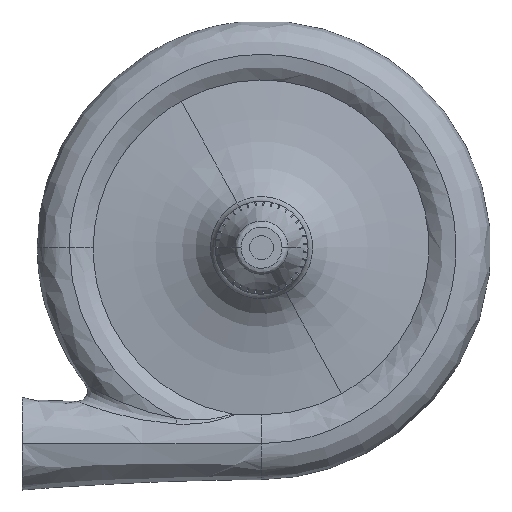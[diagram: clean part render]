
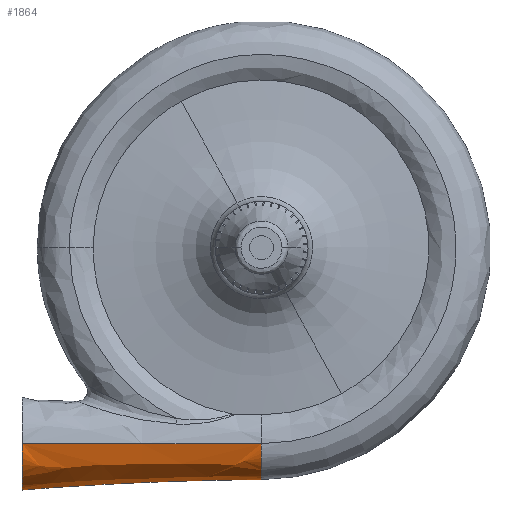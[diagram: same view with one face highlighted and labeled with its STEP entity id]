
A CAD part, left-side view. The second image highlights one B-rep face of the part: STEP entity #1864.
In plain terms, the highlighted free-form (B-spline) face has degree [5, 2] with [12, 3] control points.
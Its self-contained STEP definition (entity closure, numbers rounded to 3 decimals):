
#780=CARTESIAN_POINT('Vertex',(-1233.026,0.,-380.)) ;
#1433=CARTESIAN_POINT('Control Point',(-1233.026,0.,-380.)) ;
#1434=CARTESIAN_POINT('Control Point',(-1233.026,0.,-390.995)) ;
#1435=CARTESIAN_POINT('Control Point',(-1230.867,0.,-401.991)) ;
#1436=CARTESIAN_POINT('Control Point',(-1226.547,0.,-412.421)) ;
#1437=CARTESIAN_POINT('Control Point',(-1214.05,0.,-431.023)) ;
#1438=CARTESIAN_POINT('Control Point',(-1195.447,0.,-443.521)) ;
#1439=CARTESIAN_POINT('Control Point',(-1185.017,0.,-447.841)) ;
#1440=CARTESIAN_POINT('Control Point',(-1163.026,0.,-452.158)) ;
#1441=CARTESIAN_POINT('Control Point',(-1141.035,0.,-447.841)) ;
#1442=CARTESIAN_POINT('Control Point',(-1130.605,0.,-443.521)) ;
#1443=CARTESIAN_POINT('Control Point',(-1112.002,0.,-431.023)) ;
#1444=CARTESIAN_POINT('Control Point',(-1099.505,0.,-412.421)) ;
#1445=CARTESIAN_POINT('Control Point',(-1095.184,0.,-401.991)) ;
#1446=CARTESIAN_POINT('Control Point',(-1093.026,0.,-390.995)) ;
#1447=CARTESIAN_POINT('Control Point',(-1093.026,0.,-380.)) ;
#1448=CARTESIAN_POINT('Vertex',(-1093.026,0.,-380.)) ;
#1645=CARTESIAN_POINT('Vertex',(-1253.026,464.,-380.)) ;
#1649=CARTESIAN_POINT('Control Point',(-1233.026,0.,-380.)) ;
#1650=CARTESIAN_POINT('Control Point',(-1233.527,92.917,-380.39)) ;
#1651=CARTESIAN_POINT('Control Point',(-1235.777,185.776,-380.586)) ;
#1652=CARTESIAN_POINT('Control Point',(-1239.777,278.576,-380.586)) ;
#1653=CARTESIAN_POINT('Control Point',(-1245.527,371.317,-380.39)) ;
#1654=CARTESIAN_POINT('Control Point',(-1253.026,464.,-380.)) ;
#1801=CARTESIAN_POINT('Control Point',(-1233.026,0.,-380.)) ;
#1802=CARTESIAN_POINT('Control Point',(-1234.278,232.293,-380.976)) ;
#1803=CARTESIAN_POINT('Control Point',(-1253.026,464.,-380.)) ;
#1804=CARTESIAN_POINT('Control Point',(-1233.026,0.,-395.588)) ;
#1805=CARTESIAN_POINT('Control Point',(-1234.234,232.289,-396.855)) ;
#1806=CARTESIAN_POINT('Control Point',(-1253.026,464.,-400.042)) ;
#1807=CARTESIAN_POINT('Control Point',(-1228.688,0.,-411.177)) ;
#1808=CARTESIAN_POINT('Control Point',(-1229.738,232.286,-412.744)) ;
#1809=CARTESIAN_POINT('Control Point',(-1247.447,464.,-420.085)) ;
#1810=CARTESIAN_POINT('Control Point',(-1220.01,0.,-425.117)) ;
#1811=CARTESIAN_POINT('Control Point',(-1220.776,232.283,-426.935)) ;
#1812=CARTESIAN_POINT('Control Point',(-1236.291,464.,-438.007)) ;
#1813=CARTESIAN_POINT('Control Point',(-1196.534,0.,-446.102)) ;
#1814=CARTESIAN_POINT('Control Point',(-1196.587,232.28,-448.159)) ;
#1815=CARTESIAN_POINT('Control Point',(-1206.108,464.,-464.988)) ;
#1816=CARTESIAN_POINT('Control Point',(-1165.79,0.,-452.348)) ;
#1817=CARTESIAN_POINT('Control Point',(-1165.1,232.282,-454.159)) ;
#1818=CARTESIAN_POINT('Control Point',(-1166.579,464.,-473.019)) ;
#1819=CARTESIAN_POINT('Control Point',(-1150.352,0.,-451.287)) ;
#1820=CARTESIAN_POINT('Control Point',(-1149.345,232.283,-452.859)) ;
#1821=CARTESIAN_POINT('Control Point',(-1146.731,464.,-471.656)) ;
#1822=CARTESIAN_POINT('Control Point',(-1122.649,0.,-441.539)) ;
#1823=CARTESIAN_POINT('Control Point',(-1121.241,232.288,-442.478)) ;
#1824=CARTESIAN_POINT('Control Point',(-1111.112,464.,-459.122)) ;
#1825=CARTESIAN_POINT('Control Point',(-1103.032,0.,-419.876)) ;
#1826=CARTESIAN_POINT('Control Point',(-1101.689,232.295,-420.118)) ;
#1827=CARTESIAN_POINT('Control Point',(-1085.891,464.,-431.269)) ;
#1828=CARTESIAN_POINT('Control Point',(-1096.362,0.,-407.337)) ;
#1829=CARTESIAN_POINT('Control Point',(-1095.174,232.299,-407.285)) ;
#1830=CARTESIAN_POINT('Control Point',(-1077.315,464.,-415.148)) ;
#1831=CARTESIAN_POINT('Control Point',(-1093.026,0.,-393.668)) ;
#1832=CARTESIAN_POINT('Control Point',(-1092.064,232.303,-393.441)) ;
#1833=CARTESIAN_POINT('Control Point',(-1073.026,464.,-397.574)) ;
#1834=CARTESIAN_POINT('Control Point',(-1093.026,0.,-380.)) ;
#1835=CARTESIAN_POINT('Control Point',(-1092.29,232.306,-379.698)) ;
#1836=CARTESIAN_POINT('Control Point',(-1073.026,464.,-380.)) ;
#1838=CARTESIAN_POINT('Control Point',(-1253.026,464.,-380.)) ;
#1839=CARTESIAN_POINT('Control Point',(-1253.026,464.,-400.042)) ;
#1840=CARTESIAN_POINT('Control Point',(-1247.447,464.,-420.085)) ;
#1841=CARTESIAN_POINT('Control Point',(-1236.291,464.,-438.007)) ;
#1842=CARTESIAN_POINT('Control Point',(-1206.108,464.,-464.988)) ;
#1843=CARTESIAN_POINT('Control Point',(-1166.579,464.,-473.019)) ;
#1844=CARTESIAN_POINT('Control Point',(-1146.731,464.,-471.656)) ;
#1845=CARTESIAN_POINT('Control Point',(-1111.112,464.,-459.122)) ;
#1846=CARTESIAN_POINT('Control Point',(-1085.891,464.,-431.269)) ;
#1847=CARTESIAN_POINT('Control Point',(-1077.315,464.,-415.148)) ;
#1848=CARTESIAN_POINT('Control Point',(-1073.026,464.,-397.574)) ;
#1849=CARTESIAN_POINT('Control Point',(-1073.026,464.,-380.)) ;
#1850=CARTESIAN_POINT('Vertex',(-1073.026,464.,-380.)) ;
#1854=CARTESIAN_POINT('Control Point',(-1093.026,0.,-380.)) ;
#1855=CARTESIAN_POINT('Control Point',(-1092.29,232.306,-379.698)) ;
#1856=CARTESIAN_POINT('Control Point',(-1073.026,464.,-380.)) ;
#1859=ORIENTED_EDGE('',*,*,#1450,.F.) ;
#1860=ORIENTED_EDGE('',*,*,#1655,.T.) ;
#1861=ORIENTED_EDGE('',*,*,#1852,.T.) ;
#1862=ORIENTED_EDGE('',*,*,#1857,.F.) ;
#1864=ADVANCED_FACE('Join.9',(#1863),#1800,.F.) ;
#1432=B_SPLINE_CURVE_WITH_KNOTS('',5,(#1433,#1434,#1435,#1436,#1437,#1438,#1439,#1440,#1441,#1442,#1443,#1444,#1445,#1446,#1447),.UNSPECIFIED.,.F.,.U.,(6,3,3,3,6),(439.823,494.801,549.779,604.757,659.734),.UNSPECIFIED.) ;
#1648=B_SPLINE_CURVE_WITH_KNOTS('',5,(#1649,#1650,#1651,#1652,#1653,#1654),.UNSPECIFIED.,.F.,.U.,(6,6),(0.,464.431),.UNSPECIFIED.) ;
#1837=B_SPLINE_CURVE_WITH_KNOTS('',5,(#1838,#1839,#1840,#1841,#1842,#1843,#1844,#1845,#1846,#1847,#1848,#1849),.UNSPECIFIED.,.F.,.U.,(6,3,3,6),(0.,86.45,168.37,243.902),.UNSPECIFIED.) ;
#1853=B_SPLINE_CURVE_WITH_KNOTS('',2,(#1854,#1855,#1856),.UNSPECIFIED.,.F.,.U.,(3,3),(0.,464.431),.UNSPECIFIED.) ;
#1800=B_SPLINE_SURFACE_WITH_KNOTS('',5,2,((#1801,#1802,#1803),(#1804,#1805,#1806),(#1807,#1808,#1809),(#1810,#1811,#1812),(#1813,#1814,#1815),(#1816,#1817,#1818),(#1819,#1820,#1821),(#1822,#1823,#1824),(#1825,#1826,#1827),(#1828,#1829,#1830),(#1831,#1832,#1833),(#1834,#1835,#1836)),.UNSPECIFIED.,.F.,.F.,.U.,(6,3,3,6),(3,3),(0.,86.45,168.37,243.902),(0.,464.431),.UNSPECIFIED.) ;
#1450=EDGE_CURVE('',#781,#1449,#1432,.T.) ;
#1655=EDGE_CURVE('',#781,#1646,#1648,.T.) ;
#1852=EDGE_CURVE('',#1646,#1851,#1837,.T.) ;
#1857=EDGE_CURVE('',#1449,#1851,#1853,.T.) ;
#1858=EDGE_LOOP('',(#1859,#1860,#1861,#1862)) ;
#1863=FACE_OUTER_BOUND('',#1858,.T.) ;
#781=VERTEX_POINT('',#780) ;
#1449=VERTEX_POINT('',#1448) ;
#1646=VERTEX_POINT('',#1645) ;
#1851=VERTEX_POINT('',#1850) ;
